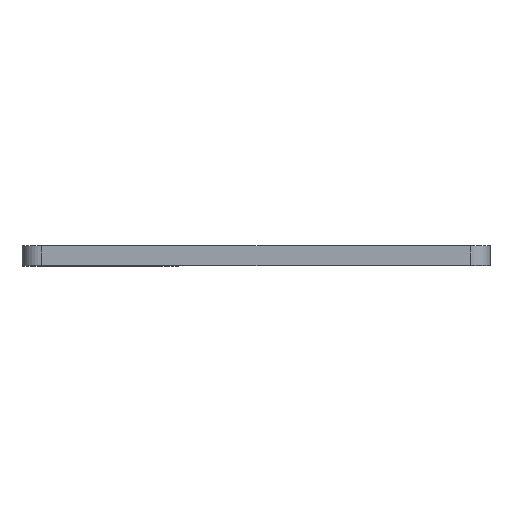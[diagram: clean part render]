
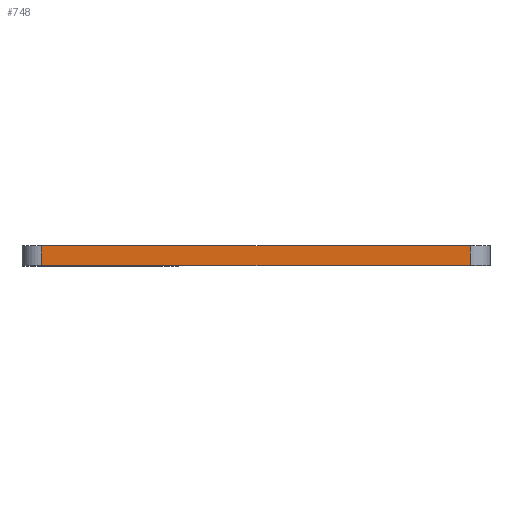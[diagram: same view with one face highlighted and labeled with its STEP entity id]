
A CAD part, top view. The second image highlights one B-rep face of the part: STEP entity #748.
In plain terms, the highlighted planar face has unit normal (0, 0, 1).
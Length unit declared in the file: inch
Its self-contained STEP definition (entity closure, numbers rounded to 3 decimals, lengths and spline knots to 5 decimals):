
#34 = LINE ( 'NONE', #688, #714 ) ;
#44 = DIRECTION ( 'NONE',  ( 0., 1., 0. ) ) ;
#49 = VECTOR ( 'NONE', #850, 39.37008 ) ;
#52 = VERTEX_POINT ( 'NONE', #510 ) ;
#61 = PLANE ( 'NONE',  #839 ) ;
#79 = DIRECTION ( 'NONE',  ( 1., 0., 0. ) ) ;
#80 = EDGE_CURVE ( 'NONE', #52, #679, #168, .T. ) ;
#103 = CARTESIAN_POINT ( 'NONE',  ( 2.875, 0.125, 0. ) ) ;
#168 = LINE ( 'NONE', #781, #49 ) ;
#176 = FACE_OUTER_BOUND ( 'NONE', #396, .T. ) ;
#251 = LINE ( 'NONE', #567, #400 ) ;
#271 = EDGE_CURVE ( 'NONE', #811, #570, #522, .T. ) ;
#280 = ORIENTED_EDGE ( 'NONE', *, *, #271, .T. ) ;
#381 = CARTESIAN_POINT ( 'NONE',  ( 0.125, 0., 0. ) ) ;
#387 = ORIENTED_EDGE ( 'NONE', *, *, #638, .T. ) ;
#396 = EDGE_LOOP ( 'NONE', ( #280, #724, #414, #387 ) ) ;
#400 = VECTOR ( 'NONE', #571, 39.37008 ) ;
#414 = ORIENTED_EDGE ( 'NONE', *, *, #80, .F. ) ;
#425 = CARTESIAN_POINT ( 'NONE',  ( 2.875, 0., 0. ) ) ;
#510 = CARTESIAN_POINT ( 'NONE',  ( 0.125, 0.125, 0. ) ) ;
#522 = LINE ( 'NONE', #736, #818 ) ;
#567 = CARTESIAN_POINT ( 'NONE',  ( 0.125, 0.125, 0. ) ) ;
#570 = VERTEX_POINT ( 'NONE', #425 ) ;
#571 = DIRECTION ( 'NONE',  ( 0., -1., 0. ) ) ;
#638 = EDGE_CURVE ( 'NONE', #52, #811, #251, .T. ) ;
#679 = VERTEX_POINT ( 'NONE', #103 ) ;
#688 = CARTESIAN_POINT ( 'NONE',  ( 2.875, 0.125, 0. ) ) ;
#701 = EDGE_CURVE ( 'NONE', #570, #679, #34, .T. ) ;
#714 = VECTOR ( 'NONE', #44, 39.37008 ) ;
#724 = ORIENTED_EDGE ( 'NONE', *, *, #701, .T. ) ;
#736 = CARTESIAN_POINT ( 'NONE',  ( 0., 0., 0. ) ) ;
#748 = ADVANCED_FACE ( 'NONE', ( #176 ), #61, .F. ) ;
#774 = DIRECTION ( 'NONE',  ( -1., 0., 0. ) ) ;
#781 = CARTESIAN_POINT ( 'NONE',  ( 0., 0.125, 0. ) ) ;
#786 = DIRECTION ( 'NONE',  ( 0., 0., -1. ) ) ;
#811 = VERTEX_POINT ( 'NONE', #381 ) ;
#818 = VECTOR ( 'NONE', #79, 39.37008 ) ;
#839 = AXIS2_PLACEMENT_3D ( 'NONE', #847, #786, #774 ) ;
#847 = CARTESIAN_POINT ( 'NONE',  ( 0., 0.125, 0. ) ) ;
#850 = DIRECTION ( 'NONE',  ( 1., 0., 0. ) ) ;
